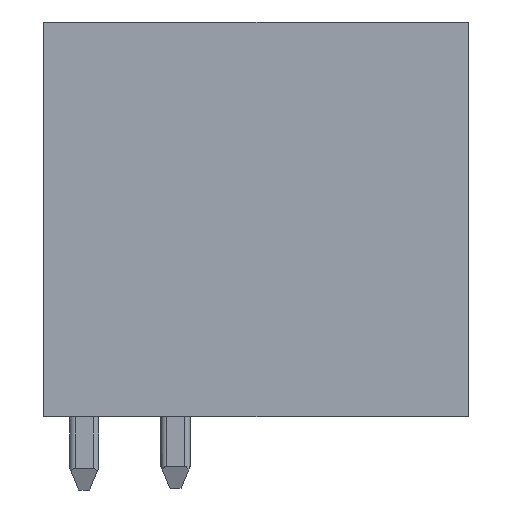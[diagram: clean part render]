
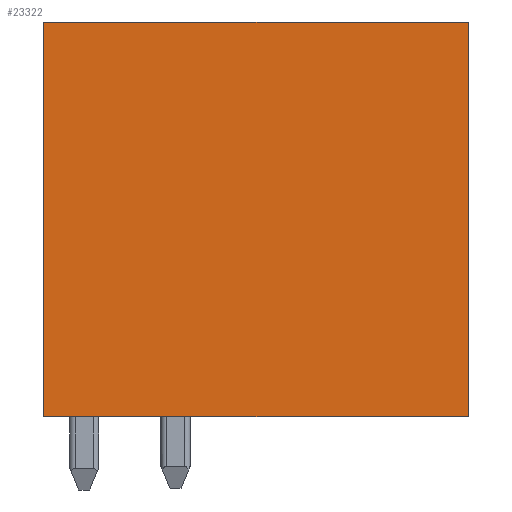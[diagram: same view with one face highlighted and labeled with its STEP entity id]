
A CAD part, left-side view. The second image highlights one B-rep face of the part: STEP entity #23322.
In plain terms, the highlighted planar face has unit normal (-1, 0, 0).
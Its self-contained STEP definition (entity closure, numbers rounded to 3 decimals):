
#3604=ORIENTED_EDGE('',*,*,#9274,.F.);
#3605=ORIENTED_EDGE('',*,*,#9271,.F.);
#3606=ORIENTED_EDGE('',*,*,#9275,.F.);
#3607=ORIENTED_EDGE('',*,*,#9276,.F.);
#9271=EDGE_CURVE('',#12148,#12149,#14550,.T.);
#9274=EDGE_CURVE('',#12149,#12150,#14553,.T.);
#9275=EDGE_CURVE('',#12151,#12148,#14554,.T.);
#9276=EDGE_CURVE('',#12150,#12151,#14555,.T.);
#12148=VERTEX_POINT('',#35444);
#12149=VERTEX_POINT('',#35445);
#12150=VERTEX_POINT('',#35450);
#12151=VERTEX_POINT('',#35452);
#14550=LINE('',#35443,#17488);
#14553=LINE('',#35449,#17491);
#14554=LINE('',#35451,#17492);
#14555=LINE('',#35453,#17493);
#17488=VECTOR('',#28721,1000.);
#17491=VECTOR('',#28726,1000.);
#17492=VECTOR('',#28727,1000.);
#17493=VECTOR('',#28728,1000.);
#19706=EDGE_LOOP('',(#3604,#3605,#3606,#3607));
#21046=FACE_BOUND('',#19706,.T.);
#22144=PLANE('',#24890);
#23322=ADVANCED_FACE('',(#21046),#22144,.F.);
#24890=AXIS2_PLACEMENT_3D('',#35448,#28724,#28725);
#28721=DIRECTION('',(0.,-1.,0.));
#28724=DIRECTION('',(1.,0.,0.));
#28725=DIRECTION('',(0.,0.,-1.));
#28726=DIRECTION('',(0.,0.,-1.));
#28727=DIRECTION('',(0.,0.,1.));
#28728=DIRECTION('',(0.,1.,0.));
#35443=CARTESIAN_POINT('',(-14.4,11.6,10.8));
#35444=CARTESIAN_POINT('',(-14.4,11.6,10.8));
#35445=CARTESIAN_POINT('',(-14.4,0.,10.8));
#35448=CARTESIAN_POINT('',(-14.4,0.,0.));
#35449=CARTESIAN_POINT('',(-14.4,0.,10.8));
#35450=CARTESIAN_POINT('',(-14.4,0.,0.));
#35451=CARTESIAN_POINT('',(-14.4,11.6,0.));
#35452=CARTESIAN_POINT('',(-14.4,11.6,0.));
#35453=CARTESIAN_POINT('',(-14.4,0.,0.));
